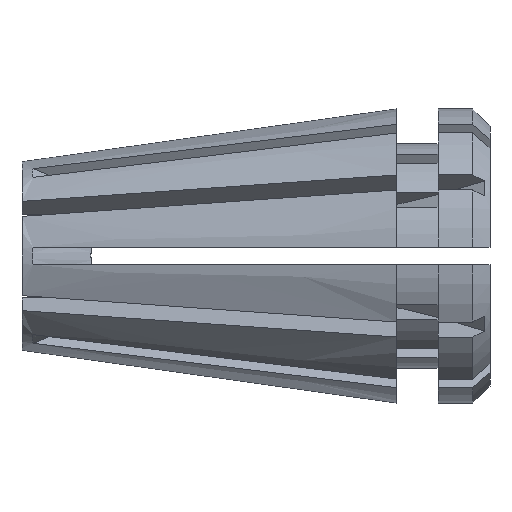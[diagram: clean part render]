
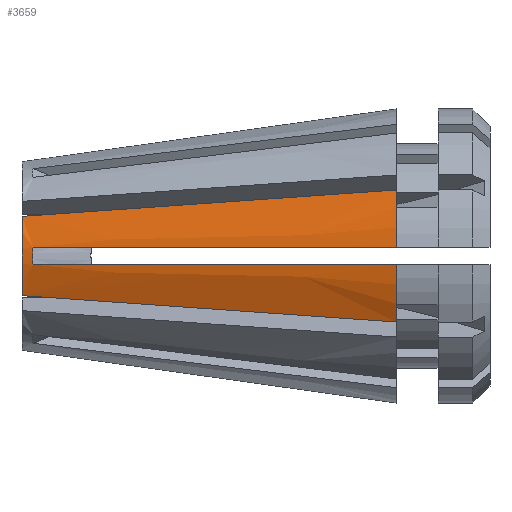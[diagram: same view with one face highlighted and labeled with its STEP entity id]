
A CAD part, front view. The second image highlights one B-rep face of the part: STEP entity #3659.
In plain terms, the highlighted conical face has half-angle 8 degrees and reference radius 4.25 mm.
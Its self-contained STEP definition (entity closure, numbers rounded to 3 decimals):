
#30 = AXIS2_PLACEMENT_3D ( 'NONE', #2065, #3319, #846 ) ;
#45 = CARTESIAN_POINT ( 'NONE',  ( 6.767, -3.308, -1.621 ) ) ;
#126 = EDGE_CURVE ( 'NONE', #207, #3286, #1922, .T. ) ;
#166 = AXIS2_PLACEMENT_3D ( 'NONE', #2891, #1031, #3207 ) ;
#189 = CIRCLE ( 'NONE', #166, 4.25 ) ;
#207 = VERTEX_POINT ( 'NONE', #2867 ) ;
#249 = CARTESIAN_POINT ( 'NONE',  ( 0.294, -2.778, -0.083 ) ) ;
#252 = CARTESIAN_POINT ( 'NONE',  ( 10.8, -3.8, -1.905 ) ) ;
#286 = CARTESIAN_POINT ( 'NONE',  ( 10.8, -4.243, -0.25 ) ) ;
#348 = ORIENTED_EDGE ( 'NONE', *, *, #2966, .T. ) ;
#357 = CARTESIAN_POINT ( 'NONE',  ( 10.8, -3.8, -1.905 ) ) ;
#382 = ORIENTED_EDGE ( 'NONE', *, *, #2599, .T. ) ;
#472 = CARTESIAN_POINT ( 'NONE',  ( 1.583, -2.675, 1.256 ) ) ;
#509 = AXIS2_PLACEMENT_3D ( 'NONE', #2758, #893, #3069 ) ;
#538 = CARTESIAN_POINT ( 'NONE',  ( 7.306, -3.751, 0.25 ) ) ;
#575 = ORIENTED_EDGE ( 'NONE', *, *, #3378, .F. ) ;
#648 = ORIENTED_EDGE ( 'NONE', *, *, #2004, .T. ) ;
#667 = CIRCLE ( 'NONE', #509, 4.25 ) ;
#819 = EDGE_CURVE ( 'NONE', #3407, #889, #1891, .T. ) ;
#846 = DIRECTION ( 'NONE',  ( 0., 0., -1. ) ) ;
#857 = FACE_OUTER_BOUND ( 'NONE', #3311, .T. ) ;
#865 = CARTESIAN_POINT ( 'NONE',  ( 7.306, -3.751, -0.25 ) ) ;
#889 = VERTEX_POINT ( 'NONE', #3831 ) ;
#893 = DIRECTION ( 'NONE',  ( -1., 0., 0. ) ) ;
#901 = CARTESIAN_POINT ( 'NONE',  ( 10.8, -4.243, -0.25 ) ) ;
#943 = B_SPLINE_CURVE_WITH_KNOTS ( 'NONE', 3,
 ( #901, #865, #948, #967 ),
 .UNSPECIFIED., .F., .F.,
 ( 4, 4 ),
 ( 0.015, 0.025 ),
 .UNSPECIFIED. ) ;
#948 = CARTESIAN_POINT ( 'NONE',  ( 3.812, -3.259, -0.25 ) ) ;
#967 = CARTESIAN_POINT ( 'NONE',  ( 0.317, -2.766, -0.25 ) ) ;
#972 = VERTEX_POINT ( 'NONE', #286 ) ;
#1031 = DIRECTION ( 'NONE',  ( -1., 0., 0. ) ) ;
#1081 = CARTESIAN_POINT ( 'NONE',  ( 3.167, -2.868, 1.367 ) ) ;
#1109 = ORIENTED_EDGE ( 'NONE', *, *, #126, .F. ) ;
#1312 = DIRECTION ( 'NONE',  ( -1., 0., 0. ) ) ;
#1385 = CARTESIAN_POINT ( 'NONE',  ( 0., -2.481, 1.144 ) ) ;
#1428 = CARTESIAN_POINT ( 'NONE',  ( 4.75, -3.062, 1.479 ) ) ;
#1461 = CARTESIAN_POINT ( 'NONE',  ( 0.317, -2.766, -0.25 ) ) ;
#1480 = CARTESIAN_POINT ( 'NONE',  ( 6.767, -3.308, 1.621 ) ) ;
#1514 = EDGE_CURVE ( 'NONE', #1620, #889, #3138, .T. ) ;
#1552 = CARTESIAN_POINT ( 'NONE',  ( 8.783, -3.554, 1.763 ) ) ;
#1562 = CARTESIAN_POINT ( 'NONE',  ( 0., -2.481, -1.144 ) ) ;
#1574 = CARTESIAN_POINT ( 'NONE',  ( 1.583, -2.675, -1.256 ) ) ;
#1592 = CARTESIAN_POINT ( 'NONE',  ( 10.8, -3.8, 1.905 ) ) ;
#1620 = VERTEX_POINT ( 'NONE', #1461 ) ;
#1693 = B_SPLINE_CURVE_WITH_KNOTS ( 'NONE', 3,
 ( #1562, #1574, #3774, #1881, #45, #2196, #357 ),
 .UNSPECIFIED., .F., .F.,
 ( 4, 3, 4 ),
 ( 0., 0.005, 0.011 ),
 .UNSPECIFIED. ) ;
#1868 = AXIS2_PLACEMENT_3D ( 'NONE', #3180, #1312, #3497 ) ;
#1881 = CARTESIAN_POINT ( 'NONE',  ( 4.75, -3.062, -1.479 ) ) ;
#1891 = B_SPLINE_CURVE_WITH_KNOTS ( 'NONE', 3,
 ( #2252, #538, #1963, #2278 ),
 .UNSPECIFIED., .F., .F.,
 ( 4, 4 ),
 ( 0.015, 0.025 ),
 .UNSPECIFIED. ) ;
#1922 = B_SPLINE_CURVE_WITH_KNOTS ( 'NONE', 3,
 ( #1385, #472, #1081, #1428, #1480, #1552, #1592 ),
 .UNSPECIFIED., .F., .F.,
 ( 4, 3, 4 ),
 ( 0., 0.005, 0.011 ),
 .UNSPECIFIED. ) ;
#1963 = CARTESIAN_POINT ( 'NONE',  ( 3.812, -3.259, 0.25 ) ) ;
#2004 = EDGE_CURVE ( 'NONE', #972, #1620, #943, .T. ) ;
#2065 = CARTESIAN_POINT ( 'NONE',  ( 10.8, 0., 0. ) ) ;
#2091 = ORIENTED_EDGE ( 'NONE', *, *, #819, .F. ) ;
#2196 = CARTESIAN_POINT ( 'NONE',  ( 8.783, -3.554, -1.763 ) ) ;
#2246 = VERTEX_POINT ( 'NONE', #252 ) ;
#2252 = CARTESIAN_POINT ( 'NONE',  ( 10.8, -4.243, 0.25 ) ) ;
#2278 = CARTESIAN_POINT ( 'NONE',  ( 0.317, -2.766, 0.25 ) ) ;
#2282 = VERTEX_POINT ( 'NONE', #3058 ) ;
#2383 = CARTESIAN_POINT ( 'NONE',  ( 0.294, -2.778, 0.083 ) ) ;
#2599 = EDGE_CURVE ( 'NONE', #2246, #972, #189, .T. ) ;
#2729 = CARTESIAN_POINT ( 'NONE',  ( 0.317, -2.766, -0.25 ) ) ;
#2758 = CARTESIAN_POINT ( 'NONE',  ( 10.8, 0., 0. ) ) ;
#2867 = CARTESIAN_POINT ( 'NONE',  ( 0., -2.481, 1.144 ) ) ;
#2876 = CARTESIAN_POINT ( 'NONE',  ( 10.8, -4.243, 0.25 ) ) ;
#2891 = CARTESIAN_POINT ( 'NONE',  ( 10.8, 0., 0. ) ) ;
#2966 = EDGE_CURVE ( 'NONE', #3407, #3286, #667, .T. ) ;
#3058 = CARTESIAN_POINT ( 'NONE',  ( 0., -2.481, -1.144 ) ) ;
#3064 = ORIENTED_EDGE ( 'NONE', *, *, #1514, .T. ) ;
#3069 = DIRECTION ( 'NONE',  ( 0., 0., 1. ) ) ;
#3138 = B_SPLINE_CURVE_WITH_KNOTS ( 'NONE', 3,
 ( #2729, #249, #2383, #3330 ),
 .UNSPECIFIED., .F., .F.,
 ( 4, 4 ),
 ( 0., 0.001 ),
 .UNSPECIFIED. ) ;
#3149 = CONICAL_SURFACE ( 'NONE', #30, 4.25, 0.14 ) ;
#3180 = CARTESIAN_POINT ( 'NONE',  ( 0., 0., 0. ) ) ;
#3207 = DIRECTION ( 'NONE',  ( 0., 0., 1. ) ) ;
#3286 = VERTEX_POINT ( 'NONE', #3442 ) ;
#3302 = EDGE_CURVE ( 'NONE', #2282, #2246, #1693, .T. ) ;
#3311 = EDGE_LOOP ( 'NONE', ( #575, #3396, #382, #648, #3064, #2091, #348, #1109 ) ) ;
#3319 = DIRECTION ( 'NONE',  ( 1., 0., 0. ) ) ;
#3330 = CARTESIAN_POINT ( 'NONE',  ( 0.317, -2.766, 0.25 ) ) ;
#3378 = EDGE_CURVE ( 'NONE', #2282, #207, #3641, .T. ) ;
#3396 = ORIENTED_EDGE ( 'NONE', *, *, #3302, .T. ) ;
#3407 = VERTEX_POINT ( 'NONE', #2876 ) ;
#3442 = CARTESIAN_POINT ( 'NONE',  ( 10.8, -3.8, 1.905 ) ) ;
#3497 = DIRECTION ( 'NONE',  ( 0., 0., 1. ) ) ;
#3641 = CIRCLE ( 'NONE', #1868, 2.732 ) ;
#3659 = ADVANCED_FACE ( 'NONE', ( #857 ), #3149, .T. ) ;
#3774 = CARTESIAN_POINT ( 'NONE',  ( 3.167, -2.868, -1.367 ) ) ;
#3831 = CARTESIAN_POINT ( 'NONE',  ( 0.317, -2.766, 0.25 ) ) ;
